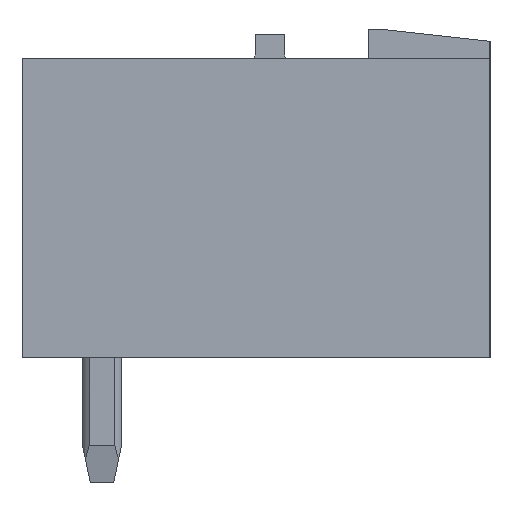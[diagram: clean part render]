
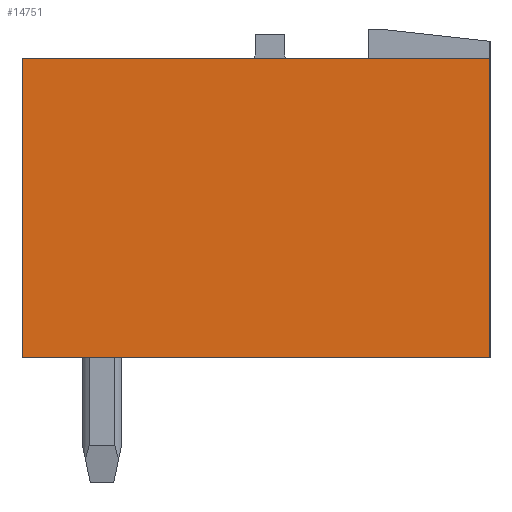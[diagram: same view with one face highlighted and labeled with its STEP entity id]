
A CAD part, left-side view. The second image highlights one B-rep face of the part: STEP entity #14751.
In plain terms, the highlighted planar face has unit normal (-1, 0, 0).
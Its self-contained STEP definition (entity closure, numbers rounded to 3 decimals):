
#14743=AXIS2_PLACEMENT_3D('Plane Axis2P3D',#14740,#14741,#14742) ;
#645=CARTESIAN_POINT('Vertex',(0.,12.,10.88)) ;
#648=CARTESIAN_POINT('Line Origine',(0.,6.,10.88)) ;
#652=CARTESIAN_POINT('Vertex',(0.,0.,10.88)) ;
#1133=CARTESIAN_POINT('Vertex',(0.,12.,3.2)) ;
#1136=CARTESIAN_POINT('Line Origine',(0.,12.,7.04)) ;
#1164=CARTESIAN_POINT('Vertex',(0.,0.,3.2)) ;
#1167=CARTESIAN_POINT('Line Origine',(0.,6.,3.2)) ;
#7682=CARTESIAN_POINT('Line Origine',(0.,0.,7.04)) ;
#14740=CARTESIAN_POINT('Axis2P3D Location',(0.,0.,0.)) ;
#649=DIRECTION('Vector Direction',(0.,1.,0.)) ;
#1137=DIRECTION('Vector Direction',(0.,0.,1.)) ;
#1168=DIRECTION('Vector Direction',(0.,1.,0.)) ;
#7683=DIRECTION('Vector Direction',(0.,0.,-1.)) ;
#14741=DIRECTION('Axis2P3D Direction',(-1.,0.,0.)) ;
#14742=DIRECTION('Axis2P3D XDirection',(0.,-1.,0.)) ;
#650=VECTOR('Line Direction',#649,1.) ;
#1138=VECTOR('Line Direction',#1137,1.) ;
#1169=VECTOR('Line Direction',#1168,1.) ;
#7684=VECTOR('Line Direction',#7683,1.) ;
#14746=ORIENTED_EDGE('',*,*,#7686,.T.) ;
#14747=ORIENTED_EDGE('',*,*,#654,.T.) ;
#14748=ORIENTED_EDGE('',*,*,#1140,.T.) ;
#14749=ORIENTED_EDGE('',*,*,#1171,.T.) ;
#14751=ADVANCED_FACE('Housing',(#14750),#14744,.T.) ;
#654=EDGE_CURVE('',#653,#646,#651,.T.) ;
#1140=EDGE_CURVE('',#646,#1134,#1139,.F.) ;
#1171=EDGE_CURVE('',#1134,#1165,#1170,.F.) ;
#7686=EDGE_CURVE('',#1165,#653,#7685,.F.) ;
#14745=EDGE_LOOP('',(#14746,#14747,#14748,#14749)) ;
#14750=FACE_OUTER_BOUND('',#14745,.T.) ;
#651=LINE('Line',#648,#650) ;
#1139=LINE('Line',#1136,#1138) ;
#1170=LINE('Line',#1167,#1169) ;
#7685=LINE('Line',#7682,#7684) ;
#14744=PLANE('',#14743) ;
#646=VERTEX_POINT('',#645) ;
#653=VERTEX_POINT('',#652) ;
#1134=VERTEX_POINT('',#1133) ;
#1165=VERTEX_POINT('',#1164) ;
